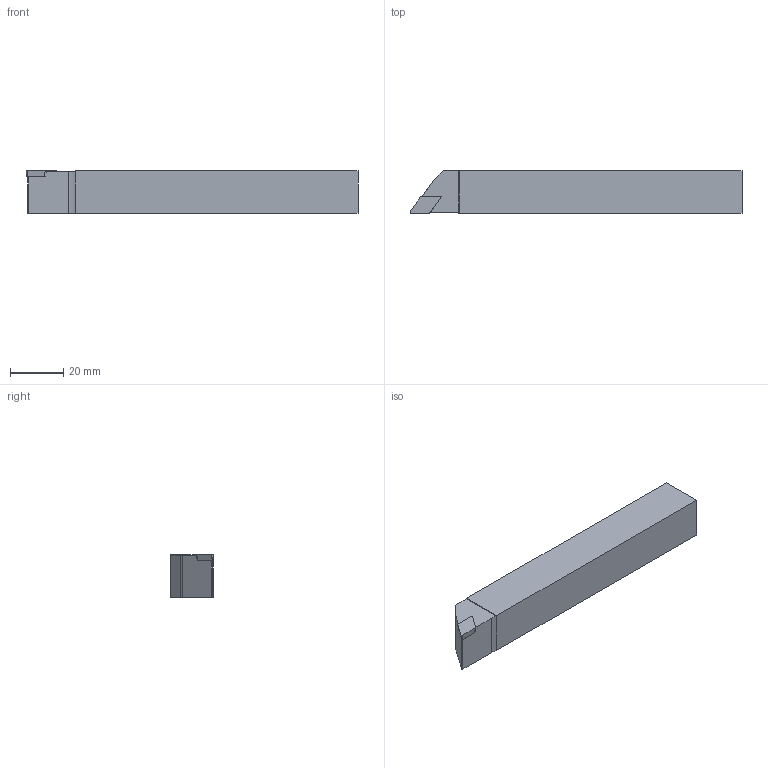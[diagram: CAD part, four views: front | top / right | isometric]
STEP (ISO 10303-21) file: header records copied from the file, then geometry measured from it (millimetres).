
FILE_DESCRIPTION(/* description */ (''),/* implementation_level */ '2;1');
FILE_NAME(/* name */ 'SDACR-1616-K07-S.stp',/* time_stamp */ '2023-10-10T14:42:37+03:00',/* author */ (''),/* organization */ (''),/* preprocessor_version */ 'ST-DEVELOPER v19.4',/* originating_system */ 'SIEMENS PLM Software NX2306.3001',/* authorisation */ '');
FILE_SCHEMA (('AUTOMOTIVE_DESIGN { 1 0 10303 214 3 1 1 1 }'));
Length unit declared in the file: millimetre
Products named in the file (1): model1
Bounding box: 124.63 x 16 x 16.1 mm (x, y, z)
Volume: 30276.8 mm3; surface area: 8283.1 mm2
Topology: 2 solids, 2 shells, 26 faces, 65 edges, 43 vertices
Faces by surface type: plane 19, cylinder 5, cone 2
Entity records: 805 total; most frequent: CARTESIAN_POINT 135, DIRECTION 134, ORIENTED_EDGE 130, EDGE_CURVE 65, LINE 50, VECTOR 50, VERTEX_POINT 43, AXIS2_PLACEMENT_3D 42
